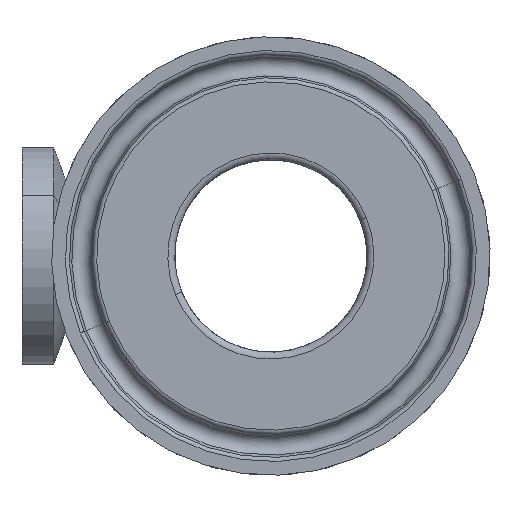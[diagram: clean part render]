
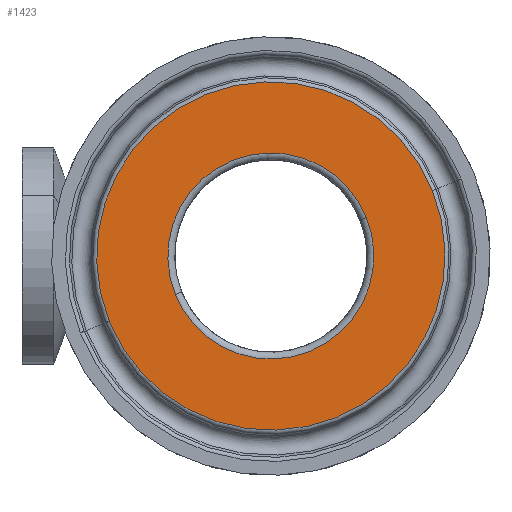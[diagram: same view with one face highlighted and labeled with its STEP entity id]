
A CAD part, left-side view. The second image highlights one B-rep face of the part: STEP entity #1423.
In plain terms, the highlighted face is planar.
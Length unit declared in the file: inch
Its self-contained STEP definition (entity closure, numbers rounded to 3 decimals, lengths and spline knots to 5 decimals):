
#3 = DIRECTION ( 'NONE',  ( 0., 0., -1. ) ) ;
#17 = EDGE_LOOP ( 'NONE', ( #273, #245 ) ) ;
#166 = DIRECTION ( 'NONE',  ( 0., 0., -1. ) ) ;
#204 = CIRCLE ( 'NONE', #2773, 0.46614 ) ;
#225 = VERTEX_POINT ( 'NONE', #1748 ) ;
#245 = ORIENTED_EDGE ( 'NONE', *, *, #1591, .T. ) ;
#273 = ORIENTED_EDGE ( 'NONE', *, *, #838, .T. ) ;
#441 = DIRECTION ( 'NONE',  ( 0., 1., 0. ) ) ;
#551 = ORIENTED_EDGE ( 'NONE', *, *, #2623, .T. ) ;
#562 = FACE_BOUND ( 'NONE', #17, .T. ) ;
#838 = EDGE_CURVE ( 'NONE', #225, #1503, #204, .T. ) ;
#847 = DIRECTION ( 'NONE',  ( 0., 0., -1. ) ) ;
#850 = AXIS2_PLACEMENT_3D ( 'NONE', #1917, #2799, #847 ) ;
#1061 = EDGE_LOOP ( 'NONE', ( #2222, #551 ) ) ;
#1070 = CIRCLE ( 'NONE', #1151, 0.46614 ) ;
#1104 = CARTESIAN_POINT ( 'NONE',  ( 0., 0.19685, 0. ) ) ;
#1151 = AXIS2_PLACEMENT_3D ( 'NONE', #1504, #1738, #1930 ) ;
#1217 = DIRECTION ( 'NONE',  ( 0., -1., 0. ) ) ;
#1223 = CIRCLE ( 'NONE', #2750, 0.78811 ) ;
#1423 = ADVANCED_FACE ( 'NONE', ( #1642, #562 ), #1459, .F. ) ;
#1459 = PLANE ( 'NONE',  #1806 ) ;
#1495 = CARTESIAN_POINT ( 'NONE',  ( 0., 0.19685, -0.78811 ) ) ;
#1503 = VERTEX_POINT ( 'NONE', #1838 ) ;
#1504 = CARTESIAN_POINT ( 'NONE',  ( 0., 0.19685, 0. ) ) ;
#1591 = EDGE_CURVE ( 'NONE', #1503, #225, #1070, .T. ) ;
#1642 = FACE_OUTER_BOUND ( 'NONE', #1061, .T. ) ;
#1738 = DIRECTION ( 'NONE',  ( 0., -1., 0. ) ) ;
#1748 = CARTESIAN_POINT ( 'NONE',  ( 0., 0.19685, -0.46614 ) ) ;
#1806 = AXIS2_PLACEMENT_3D ( 'NONE', #1861, #1217, #166 ) ;
#1838 = CARTESIAN_POINT ( 'NONE',  ( 0., 0.19685, 0.46614 ) ) ;
#1844 = DIRECTION ( 'NONE',  ( 0., -1., 0. ) ) ;
#1861 = CARTESIAN_POINT ( 'NONE',  ( 0., 0.19685, 0. ) ) ;
#1917 = CARTESIAN_POINT ( 'NONE',  ( 0., 0.19685, 0. ) ) ;
#1930 = DIRECTION ( 'NONE',  ( 0., 0., -1. ) ) ;
#1951 = EDGE_CURVE ( 'NONE', #2644, #2469, #1223, .T. ) ;
#2083 = CIRCLE ( 'NONE', #850, 0.78811 ) ;
#2222 = ORIENTED_EDGE ( 'NONE', *, *, #1951, .T. ) ;
#2238 = CARTESIAN_POINT ( 'NONE',  ( 0., 0.19685, 0.78811 ) ) ;
#2257 = DIRECTION ( 'NONE',  ( 0., 0., -1. ) ) ;
#2282 = CARTESIAN_POINT ( 'NONE',  ( 0., 0.19685, 0. ) ) ;
#2469 = VERTEX_POINT ( 'NONE', #2238 ) ;
#2623 = EDGE_CURVE ( 'NONE', #2469, #2644, #2083, .T. ) ;
#2644 = VERTEX_POINT ( 'NONE', #1495 ) ;
#2750 = AXIS2_PLACEMENT_3D ( 'NONE', #1104, #441, #3 ) ;
#2773 = AXIS2_PLACEMENT_3D ( 'NONE', #2282, #1844, #2257 ) ;
#2799 = DIRECTION ( 'NONE',  ( 0., 1., 0. ) ) ;
